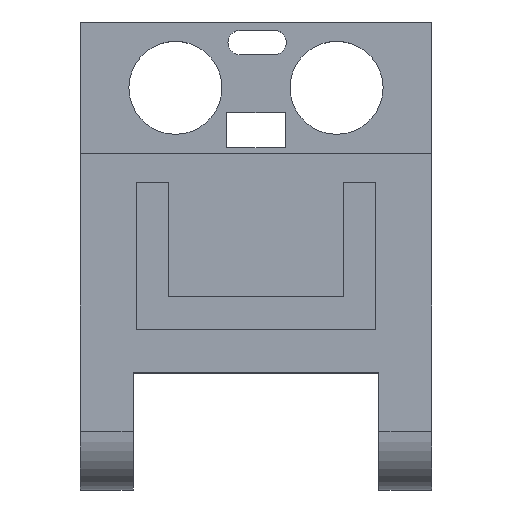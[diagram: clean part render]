
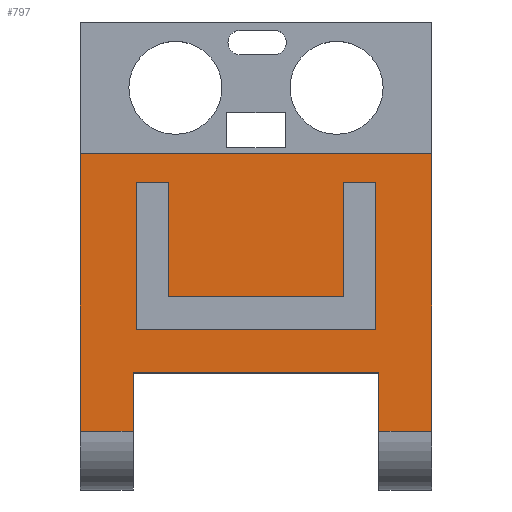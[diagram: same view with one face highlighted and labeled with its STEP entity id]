
A CAD part, top view. The second image highlights one B-rep face of the part: STEP entity #797.
In plain terms, the highlighted planar face has unit normal (0, 0, 1).
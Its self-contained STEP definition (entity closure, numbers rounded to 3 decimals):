
#3 = LINE ( 'NONE', #1000, #1115 ) ;
#22 = CARTESIAN_POINT ( 'NONE',  ( 51., -45., 10. ) ) ;
#38 = FACE_OUTER_BOUND ( 'NONE', #195, .T. ) ;
#39 = CARTESIAN_POINT ( 'NONE',  ( 60., 12.5, 10. ) ) ;
#40 = LINE ( 'NONE', #336, #1080 ) ;
#41 = ORIENTED_EDGE ( 'NONE', *, *, #1109, .F. ) ;
#56 = DIRECTION ( 'NONE',  ( -1., 0., 0. ) ) ;
#60 = DIRECTION ( 'NONE',  ( -1., 0., 0. ) ) ;
#79 = EDGE_CURVE ( 'NONE', #389, #963, #3, .T. ) ;
#90 = VECTOR ( 'NONE', #1170, 1000. ) ;
#91 = VECTOR ( 'NONE', #1216, 1000. ) ;
#105 = LINE ( 'NONE', #286, #496 ) ;
#119 = CARTESIAN_POINT ( 'NONE',  ( 9., -45., 10. ) ) ;
#127 = CARTESIAN_POINT ( 'NONE',  ( 51., -25., 10. ) ) ;
#171 = LINE ( 'NONE', #263, #305 ) ;
#181 = VECTOR ( 'NONE', #210, 1000. ) ;
#195 = EDGE_LOOP ( 'NONE', ( #574, #277, #1088, #838, #1008, #977, #716, #433 ) ) ;
#210 = DIRECTION ( 'NONE',  ( -1., 0., 0. ) ) ;
#227 = LINE ( 'NONE', #432, #1028 ) ;
#229 = VERTEX_POINT ( 'NONE', #39 ) ;
#235 = DIRECTION ( 'NONE',  ( 0., 1., 0. ) ) ;
#236 = LINE ( 'NONE', #968, #918 ) ;
#242 = DIRECTION ( 'NONE',  ( 0., 1., 0. ) ) ;
#257 = PLANE ( 'NONE',  #479 ) ;
#258 = LINE ( 'NONE', #452, #90 ) ;
#263 = CARTESIAN_POINT ( 'NONE',  ( 9.5, -17.5, 10. ) ) ;
#277 = ORIENTED_EDGE ( 'NONE', *, *, #738, .F. ) ;
#280 = EDGE_CURVE ( 'NONE', #963, #337, #921, .T. ) ;
#282 = EDGE_CURVE ( 'NONE', #821, #998, #544, .T. ) ;
#286 = CARTESIAN_POINT ( 'NONE',  ( 9.5, 7.5, 10. ) ) ;
#294 = VERTEX_POINT ( 'NONE', #851 ) ;
#297 = VERTEX_POINT ( 'NONE', #522 ) ;
#302 = LINE ( 'NONE', #308, #91 ) ;
#305 = VECTOR ( 'NONE', #859, 1000. ) ;
#308 = CARTESIAN_POINT ( 'NONE',  ( 60., -35., 10. ) ) ;
#312 = EDGE_CURVE ( 'NONE', #1195, #1075, #1228, .T. ) ;
#313 = CARTESIAN_POINT ( 'NONE',  ( 15., 7.5, 10. ) ) ;
#333 = DIRECTION ( 'NONE',  ( -1., 0., 0. ) ) ;
#336 = CARTESIAN_POINT ( 'NONE',  ( 60., -35., 10. ) ) ;
#337 = VERTEX_POINT ( 'NONE', #1025 ) ;
#338 = VECTOR ( 'NONE', #953, 1000. ) ;
#359 = EDGE_LOOP ( 'NONE', ( #383, #377, #435, #1198, #876, #470, #41, #967 ) ) ;
#368 = LINE ( 'NONE', #871, #1027 ) ;
#373 = EDGE_CURVE ( 'NONE', #294, #540, #171, .T. ) ;
#377 = ORIENTED_EDGE ( 'NONE', *, *, #701, .F. ) ;
#383 = ORIENTED_EDGE ( 'NONE', *, *, #575, .F. ) ;
#389 = VERTEX_POINT ( 'NONE', #474 ) ;
#400 = VERTEX_POINT ( 'NONE', #1079 ) ;
#402 = VECTOR ( 'NONE', #235, 1000. ) ;
#416 = EDGE_CURVE ( 'NONE', #1096, #400, #258, .T. ) ;
#432 = CARTESIAN_POINT ( 'NONE',  ( 50.5, 7.5, 10. ) ) ;
#433 = ORIENTED_EDGE ( 'NONE', *, *, #595, .F. ) ;
#435 = ORIENTED_EDGE ( 'NONE', *, *, #280, .F. ) ;
#440 = CARTESIAN_POINT ( 'NONE',  ( 45., 7.5, 10. ) ) ;
#452 = CARTESIAN_POINT ( 'NONE',  ( 0., -35., 10. ) ) ;
#454 = CARTESIAN_POINT ( 'NONE',  ( 51., -35., 10. ) ) ;
#460 = EDGE_CURVE ( 'NONE', #757, #1287, #974, .T. ) ;
#465 = CARTESIAN_POINT ( 'NONE',  ( 9.5, 7.5, 10. ) ) ;
#470 = ORIENTED_EDGE ( 'NONE', *, *, #460, .F. ) ;
#473 = CARTESIAN_POINT ( 'NONE',  ( 15., -12., 10. ) ) ;
#474 = CARTESIAN_POINT ( 'NONE',  ( 45., -12., 10. ) ) ;
#479 = AXIS2_PLACEMENT_3D ( 'NONE', #832, #656, #333 ) ;
#480 = EDGE_CURVE ( 'NONE', #1287, #389, #368, .T. ) ;
#496 = VECTOR ( 'NONE', #887, 1000. ) ;
#522 = CARTESIAN_POINT ( 'NONE',  ( 60., -35., 10. ) ) ;
#526 = CARTESIAN_POINT ( 'NONE',  ( 9., -25., 10. ) ) ;
#540 = VERTEX_POINT ( 'NONE', #1002 ) ;
#543 = FACE_BOUND ( 'NONE', #359, .T. ) ;
#544 = LINE ( 'NONE', #119, #338 ) ;
#558 = CARTESIAN_POINT ( 'NONE',  ( 50.5, 7.5, 10. ) ) ;
#572 = CARTESIAN_POINT ( 'NONE',  ( 9., -35., 10. ) ) ;
#574 = ORIENTED_EDGE ( 'NONE', *, *, #1211, .F. ) ;
#575 = EDGE_CURVE ( 'NONE', #924, #294, #105, .T. ) ;
#595 = EDGE_CURVE ( 'NONE', #297, #1195, #302, .T. ) ;
#600 = VECTOR ( 'NONE', #1142, 1000. ) ;
#656 = DIRECTION ( 'NONE',  ( 0., 0., -1. ) ) ;
#674 = DIRECTION ( 'NONE',  ( 0., -1., 0. ) ) ;
#701 = EDGE_CURVE ( 'NONE', #337, #924, #823, .T. ) ;
#716 = ORIENTED_EDGE ( 'NONE', *, *, #312, .F. ) ;
#726 = CARTESIAN_POINT ( 'NONE',  ( 0., 12.5, 10. ) ) ;
#738 = EDGE_CURVE ( 'NONE', #1096, #229, #944, .T. ) ;
#757 = VERTEX_POINT ( 'NONE', #843 ) ;
#797 = ADVANCED_FACE ( 'NONE', ( #543, #38 ), #257, .F. ) ;
#810 = VECTOR ( 'NONE', #1248, 1000. ) ;
#813 = DIRECTION ( 'NONE',  ( -1., 0., 0. ) ) ;
#821 = VERTEX_POINT ( 'NONE', #526 ) ;
#823 = LINE ( 'NONE', #834, #181 ) ;
#827 = CARTESIAN_POINT ( 'NONE',  ( 0., 12.5, 10. ) ) ;
#832 = CARTESIAN_POINT ( 'NONE',  ( 60., -35., 10. ) ) ;
#834 = CARTESIAN_POINT ( 'NONE',  ( 9.5, 7.5, 10. ) ) ;
#838 = ORIENTED_EDGE ( 'NONE', *, *, #874, .F. ) ;
#842 = CARTESIAN_POINT ( 'NONE',  ( 60., -35., 10. ) ) ;
#843 = CARTESIAN_POINT ( 'NONE',  ( 50.5, 7.5, 10. ) ) ;
#851 = CARTESIAN_POINT ( 'NONE',  ( 9.5, -17.5, 10. ) ) ;
#859 = DIRECTION ( 'NONE',  ( 1., 0., 0. ) ) ;
#871 = CARTESIAN_POINT ( 'NONE',  ( 45., 7.5, 10. ) ) ;
#874 = EDGE_CURVE ( 'NONE', #998, #400, #1162, .T. ) ;
#876 = ORIENTED_EDGE ( 'NONE', *, *, #480, .F. ) ;
#887 = DIRECTION ( 'NONE',  ( 0., -1., 0. ) ) ;
#918 = VECTOR ( 'NONE', #56, 1000. ) ;
#921 = LINE ( 'NONE', #313, #402 ) ;
#922 = DIRECTION ( 'NONE',  ( 0., 1., 0. ) ) ;
#924 = VERTEX_POINT ( 'NONE', #465 ) ;
#944 = LINE ( 'NONE', #726, #600 ) ;
#953 = DIRECTION ( 'NONE',  ( 0., -1., 0. ) ) ;
#963 = VERTEX_POINT ( 'NONE', #473 ) ;
#967 = ORIENTED_EDGE ( 'NONE', *, *, #373, .F. ) ;
#968 = CARTESIAN_POINT ( 'NONE',  ( 9., -25., 10. ) ) ;
#974 = LINE ( 'NONE', #558, #1118 ) ;
#977 = ORIENTED_EDGE ( 'NONE', *, *, #1221, .F. ) ;
#998 = VERTEX_POINT ( 'NONE', #572 ) ;
#1000 = CARTESIAN_POINT ( 'NONE',  ( 15., -12., 10. ) ) ;
#1002 = CARTESIAN_POINT ( 'NONE',  ( 50.5, -17.5, 10. ) ) ;
#1008 = ORIENTED_EDGE ( 'NONE', *, *, #282, .F. ) ;
#1025 = CARTESIAN_POINT ( 'NONE',  ( 15., 7.5, 10. ) ) ;
#1027 = VECTOR ( 'NONE', #674, 1000. ) ;
#1028 = VECTOR ( 'NONE', #922, 1000. ) ;
#1075 = VERTEX_POINT ( 'NONE', #127 ) ;
#1079 = CARTESIAN_POINT ( 'NONE',  ( 0., -35., 10. ) ) ;
#1080 = VECTOR ( 'NONE', #1081, 1000. ) ;
#1081 = DIRECTION ( 'NONE',  ( 0., -1., 0. ) ) ;
#1088 = ORIENTED_EDGE ( 'NONE', *, *, #416, .T. ) ;
#1096 = VERTEX_POINT ( 'NONE', #827 ) ;
#1109 = EDGE_CURVE ( 'NONE', #540, #757, #227, .T. ) ;
#1115 = VECTOR ( 'NONE', #813, 1000. ) ;
#1118 = VECTOR ( 'NONE', #60, 1000. ) ;
#1142 = DIRECTION ( 'NONE',  ( 1., 0., 0. ) ) ;
#1162 = LINE ( 'NONE', #842, #810 ) ;
#1170 = DIRECTION ( 'NONE',  ( 0., -1., 0. ) ) ;
#1195 = VERTEX_POINT ( 'NONE', #454 ) ;
#1198 = ORIENTED_EDGE ( 'NONE', *, *, #79, .F. ) ;
#1211 = EDGE_CURVE ( 'NONE', #229, #297, #40, .T. ) ;
#1216 = DIRECTION ( 'NONE',  ( -1., 0., 0. ) ) ;
#1221 = EDGE_CURVE ( 'NONE', #1075, #821, #236, .T. ) ;
#1228 = LINE ( 'NONE', #22, #1236 ) ;
#1236 = VECTOR ( 'NONE', #242, 1000. ) ;
#1248 = DIRECTION ( 'NONE',  ( -1., 0., 0. ) ) ;
#1287 = VERTEX_POINT ( 'NONE', #440 ) ;
